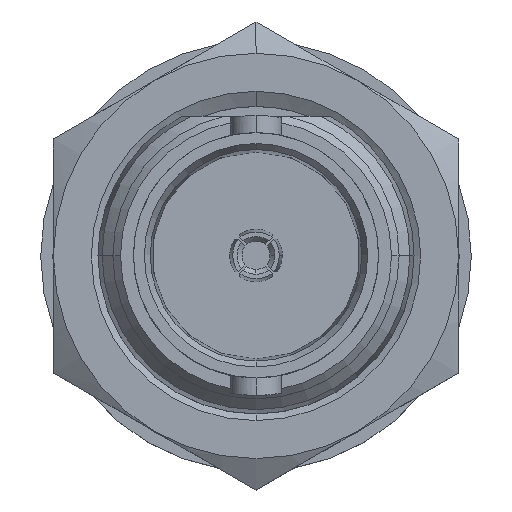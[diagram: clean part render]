
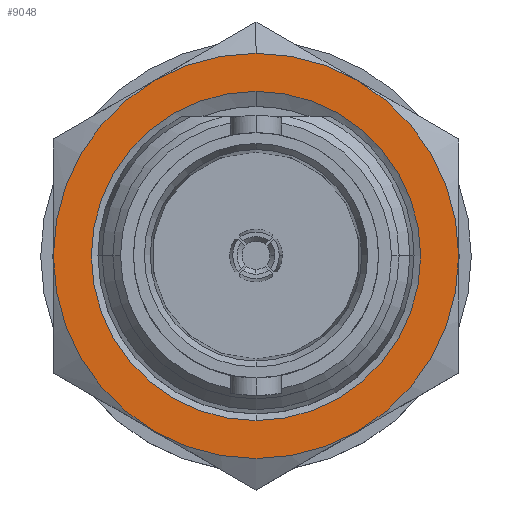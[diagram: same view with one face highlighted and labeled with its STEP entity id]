
A CAD part, top view. The second image highlights one B-rep face of the part: STEP entity #9048.
In plain terms, the highlighted planar face has unit normal (0, 0, 1).
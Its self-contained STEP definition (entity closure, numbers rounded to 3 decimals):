
#522 = ORIENTED_EDGE ( 'NONE', *, *, #8730, .F. ) ;
#524 = ORIENTED_EDGE ( 'NONE', *, *, #3815, .T. ) ;
#525 = ORIENTED_EDGE ( 'NONE', *, *, #7282, .F. ) ;
#526 = ORIENTED_EDGE ( 'NONE', *, *, #8755, .T. ) ;
#528 = ORIENTED_EDGE ( 'NONE', *, *, #8752, .T. ) ;
#530 = ORIENTED_EDGE ( 'NONE', *, *, #8750, .T. ) ;
#532 = ORIENTED_EDGE ( 'NONE', *, *, #8749, .T. ) ;
#533 = ORIENTED_EDGE ( 'NONE', *, *, #9001, .T. ) ;
#534 = ORIENTED_EDGE ( 'NONE', *, *, #8758, .T. ) ;
#909 = CIRCLE ( 'NONE', #914, 8. ) ;
#914 = AXIS2_PLACEMENT_3D ( 'NONE', #4379, #4702, #4906 ) ;
#1613 = AXIS2_PLACEMENT_3D ( 'NONE', #11844, #11846, #11834 ) ;
#1615 = AXIS2_PLACEMENT_3D ( 'NONE', #12068, #12069, #12047 ) ;
#1616 = AXIS2_PLACEMENT_3D ( 'NONE', #12022, #12086, #12110 ) ;
#1617 = CIRCLE ( 'NONE', #1615, 8. ) ;
#1713 = AXIS2_PLACEMENT_3D ( 'NONE', #11252, #11249, #11251 ) ;
#1740 = CIRCLE ( 'NONE', #1616, 8. ) ;
#1744 = AXIS2_PLACEMENT_3D ( 'NONE', #11829, #11828, #11825 ) ;
#1745 = AXIS2_PLACEMENT_3D ( 'NONE', #11847, #11848, #11849 ) ;
#1750 = CIRCLE ( 'NONE', #1875, 8. ) ;
#1757 = AXIS2_PLACEMENT_3D ( 'NONE', #12009, #11921, #12087 ) ;
#1871 = CIRCLE ( 'NONE', #1757, 6.5 ) ;
#1873 = CIRCLE ( 'NONE', #1745, 8. ) ;
#1875 = AXIS2_PLACEMENT_3D ( 'NONE', #12066, #12102, #12067 ) ;
#1876 = CIRCLE ( 'NONE', #1613, 8. ) ;
#1878 = CIRCLE ( 'NONE', #1744, 8. ) ;
#1938 = FACE_BOUND ( 'NONE', #6048, .T. ) ;
#1939 = FACE_OUTER_BOUND ( 'NONE', #6047, .T. ) ;
#3156 = VERTEX_POINT ( 'NONE', #14618 ) ;
#3815 = EDGE_CURVE ( 'NONE', #3931, #8504, #909, .T. ) ;
#3891 = VERTEX_POINT ( 'NONE', #4717 ) ;
#3931 = VERTEX_POINT ( 'NONE', #4179 ) ;
#3964 = VERTEX_POINT ( 'NONE', #4364 ) ;
#4179 = CARTESIAN_POINT ( 'NONE',  ( 0., 8., -4.4 ) ) ;
#4364 = CARTESIAN_POINT ( 'NONE',  ( 0., 6.5, -4.4 ) ) ;
#4379 = CARTESIAN_POINT ( 'NONE',  ( 0., 0., -4.4 ) ) ;
#4702 = DIRECTION ( 'NONE',  ( 0., 0., 1. ) ) ;
#4717 = CARTESIAN_POINT ( 'NONE',  ( 0., -6.5, -4.4 ) ) ;
#4906 = DIRECTION ( 'NONE',  ( 0., -1., 0. ) ) ;
#6047 = EDGE_LOOP ( 'NONE', ( #526, #528, #530, #524, #532, #533, #534 ) ) ;
#6048 = EDGE_LOOP ( 'NONE', ( #522, #525 ) ) ;
#7282 = EDGE_CURVE ( 'NONE', #3964, #3891, #8380, .T. ) ;
#8279 = AXIS2_PLACEMENT_3D ( 'NONE', #12771, #13348, #12776 ) ;
#8380 = CIRCLE ( 'NONE', #8279, 6.5 ) ;
#8504 = VERTEX_POINT ( 'NONE', #12002 ) ;
#8730 = EDGE_CURVE ( 'NONE', #3891, #3964, #1871, .T. ) ;
#8749 = EDGE_CURVE ( 'NONE', #8504, #12252, #1750, .T. ) ;
#8750 = EDGE_CURVE ( 'NONE', #12237, #3931, #1740, .T. ) ;
#8752 = EDGE_CURVE ( 'NONE', #3156, #12237, #1617, .T. ) ;
#8755 = EDGE_CURVE ( 'NONE', #12226, #3156, #1876, .T. ) ;
#8758 = EDGE_CURVE ( 'NONE', #12238, #12226, #1873, .T. ) ;
#9001 = EDGE_CURVE ( 'NONE', #12252, #12238, #1878, .T. ) ;
#9048 = ADVANCED_FACE ( 'NONE', ( #1938, #1939 ), #11095, .F. ) ;
#9995 = CARTESIAN_POINT ( 'NONE',  ( 4., -6.928, -4.4 ) ) ;
#10006 = CARTESIAN_POINT ( 'NONE',  ( 4., 6.928, -4.4 ) ) ;
#10007 = CARTESIAN_POINT ( 'NONE',  ( -4., -6.928, -4.4 ) ) ;
#10021 = CARTESIAN_POINT ( 'NONE',  ( -8., 0., -4.4 ) ) ;
#11095 = PLANE ( 'NONE',  #1713 ) ;
#11249 = DIRECTION ( 'NONE',  ( 0., 0., -1. ) ) ;
#11251 = DIRECTION ( 'NONE',  ( 0., 1., 0. ) ) ;
#11252 = CARTESIAN_POINT ( 'NONE',  ( 0., 8., -4.4 ) ) ;
#11825 = DIRECTION ( 'NONE',  ( 0., -1., 0. ) ) ;
#11828 = DIRECTION ( 'NONE',  ( 0., 0., 1. ) ) ;
#11829 = CARTESIAN_POINT ( 'NONE',  ( 0., 0., -4.4 ) ) ;
#11834 = DIRECTION ( 'NONE',  ( 0., -1., 0. ) ) ;
#11844 = CARTESIAN_POINT ( 'NONE',  ( 0., 0., -4.4 ) ) ;
#11846 = DIRECTION ( 'NONE',  ( 0., 0., 1. ) ) ;
#11847 = CARTESIAN_POINT ( 'NONE',  ( 0., 0., -4.4 ) ) ;
#11848 = DIRECTION ( 'NONE',  ( 0., 0., 1. ) ) ;
#11849 = DIRECTION ( 'NONE',  ( 0., -1., 0. ) ) ;
#11921 = DIRECTION ( 'NONE',  ( 0., 0., 1. ) ) ;
#12002 = CARTESIAN_POINT ( 'NONE',  ( -4., 6.928, -4.4 ) ) ;
#12009 = CARTESIAN_POINT ( 'NONE',  ( 0., 0., -4.4 ) ) ;
#12022 = CARTESIAN_POINT ( 'NONE',  ( 0., 0., -4.4 ) ) ;
#12047 = DIRECTION ( 'NONE',  ( 0., -1., 0. ) ) ;
#12066 = CARTESIAN_POINT ( 'NONE',  ( 0., 0., -4.4 ) ) ;
#12067 = DIRECTION ( 'NONE',  ( 0., -1., 0. ) ) ;
#12068 = CARTESIAN_POINT ( 'NONE',  ( 0., 0., -4.4 ) ) ;
#12069 = DIRECTION ( 'NONE',  ( 0., 0., 1. ) ) ;
#12086 = DIRECTION ( 'NONE',  ( 0., 0., 1. ) ) ;
#12087 = DIRECTION ( 'NONE',  ( 0., -1., 0. ) ) ;
#12102 = DIRECTION ( 'NONE',  ( 0., 0., 1. ) ) ;
#12110 = DIRECTION ( 'NONE',  ( 0., -1., 0. ) ) ;
#12226 = VERTEX_POINT ( 'NONE', #9995 ) ;
#12237 = VERTEX_POINT ( 'NONE', #10006 ) ;
#12238 = VERTEX_POINT ( 'NONE', #10007 ) ;
#12252 = VERTEX_POINT ( 'NONE', #10021 ) ;
#12771 = CARTESIAN_POINT ( 'NONE',  ( 0., 0., -4.4 ) ) ;
#12776 = DIRECTION ( 'NONE',  ( 0., -1., 0. ) ) ;
#13348 = DIRECTION ( 'NONE',  ( 0., 0., 1. ) ) ;
#14618 = CARTESIAN_POINT ( 'NONE',  ( 8., 0., -4.4 ) ) ;
